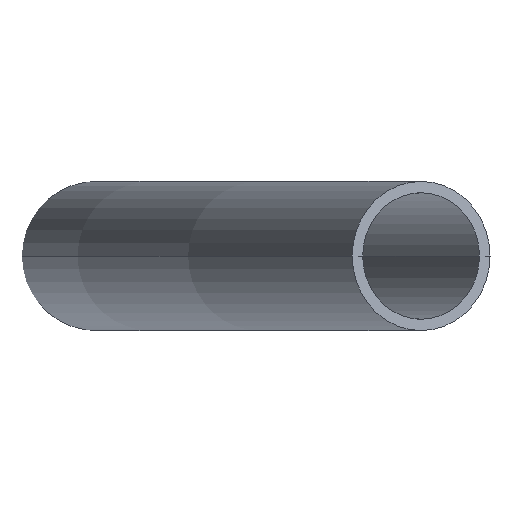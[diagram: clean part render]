
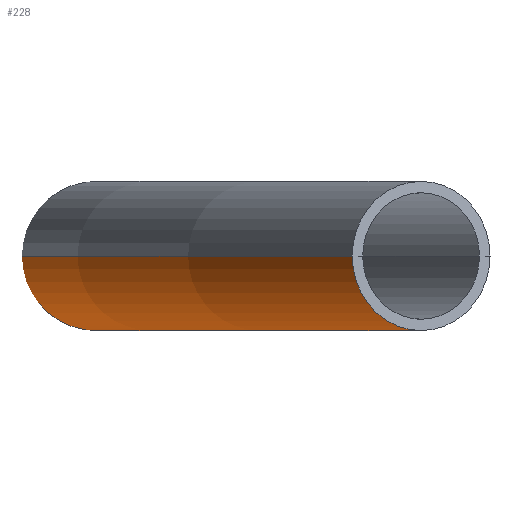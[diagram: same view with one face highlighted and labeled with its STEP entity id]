
A CAD part, left-side view. The second image highlights one B-rep face of the part: STEP entity #228.
In plain terms, the highlighted toroidal (fillet/blend) face has major radius 1410 mm and minor radius 24.15 mm.
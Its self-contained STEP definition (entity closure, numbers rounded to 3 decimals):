
#18 = EDGE_LOOP ( 'NONE', ( #194, #110, #149, #108 ) ) ;
#29 = AXIS2_PLACEMENT_3D ( 'NONE', #34, #114, #91 ) ;
#32 = TOROIDAL_SURFACE ( 'NONE', #172, 1410., 24.15 ) ;
#33 = VERTEX_POINT ( 'NONE', #192 ) ;
#34 = CARTESIAN_POINT ( 'NONE',  ( 0., 0., 0. ) ) ;
#36 = EDGE_CURVE ( 'NONE', #169, #47, #112, .T. ) ;
#37 = DIRECTION ( 'NONE',  ( 0., 0., -1. ) ) ;
#46 = VERTEX_POINT ( 'NONE', #151 ) ;
#47 = VERTEX_POINT ( 'NONE', #140 ) ;
#54 = CARTESIAN_POINT ( 'NONE',  ( -539.584, 1302.67, 0. ) ) ;
#58 = EDGE_CURVE ( 'NONE', #33, #169, #139, .T. ) ;
#65 = AXIS2_PLACEMENT_3D ( 'NONE', #246, #145, #223 ) ;
#91 = DIRECTION ( 'NONE',  ( -1., 0., 0. ) ) ;
#103 = CARTESIAN_POINT ( 'NONE',  ( -548.825, 1324.982, 0. ) ) ;
#107 = DIRECTION ( 'NONE',  ( 0., 0., -1. ) ) ;
#108 = ORIENTED_EDGE ( 'NONE', *, *, #147, .F. ) ;
#110 = ORIENTED_EDGE ( 'NONE', *, *, #36, .T. ) ;
#112 = CIRCLE ( 'NONE', #161, 1434.15 ) ;
#114 = DIRECTION ( 'NONE',  ( 0., 0., -1. ) ) ;
#124 = CIRCLE ( 'NONE', #65, 24.15 ) ;
#136 = CARTESIAN_POINT ( 'NONE',  ( 0., 0., 0. ) ) ;
#139 = CIRCLE ( 'NONE', #164, 24.15 ) ;
#140 = CARTESIAN_POINT ( 'NONE',  ( 548.825, 1324.982, 0. ) ) ;
#145 = DIRECTION ( 'NONE',  ( 0.924, -0.383, 0. ) ) ;
#147 = EDGE_CURVE ( 'NONE', #33, #46, #203, .T. ) ;
#149 = ORIENTED_EDGE ( 'NONE', *, *, #201, .F. ) ;
#151 = CARTESIAN_POINT ( 'NONE',  ( 530.342, 1280.358, 0. ) ) ;
#161 = AXIS2_PLACEMENT_3D ( 'NONE', #136, #37, #237 ) ;
#164 = AXIS2_PLACEMENT_3D ( 'NONE', #54, #171, #195 ) ;
#166 = CARTESIAN_POINT ( 'NONE',  ( 0., 0., 0. ) ) ;
#169 = VERTEX_POINT ( 'NONE', #103 ) ;
#171 = DIRECTION ( 'NONE',  ( 0.924, 0.383, 0. ) ) ;
#172 = AXIS2_PLACEMENT_3D ( 'NONE', #166, #107, #231 ) ;
#192 = CARTESIAN_POINT ( 'NONE',  ( -530.342, 1280.358, 0. ) ) ;
#194 = ORIENTED_EDGE ( 'NONE', *, *, #58, .T. ) ;
#195 = DIRECTION ( 'NONE',  ( -0.383, 0.924, 0. ) ) ;
#201 = EDGE_CURVE ( 'NONE', #46, #47, #124, .T. ) ;
#203 = CIRCLE ( 'NONE', #29, 1385.85 ) ;
#208 = FACE_OUTER_BOUND ( 'NONE', #18, .T. ) ;
#223 = DIRECTION ( 'NONE',  ( 0.383, 0.924, 0. ) ) ;
#228 = ADVANCED_FACE ( 'NONE', ( #208 ), #32, .T. ) ;
#231 = DIRECTION ( 'NONE',  ( -1., 0., 0. ) ) ;
#237 = DIRECTION ( 'NONE',  ( -1., 0., 0. ) ) ;
#246 = CARTESIAN_POINT ( 'NONE',  ( 539.584, 1302.67, 0. ) ) ;
